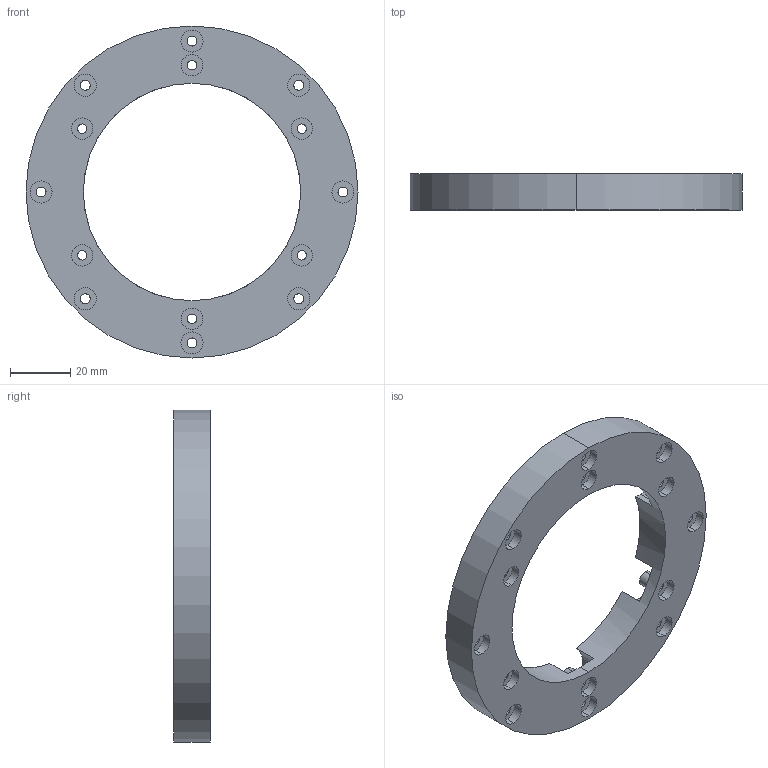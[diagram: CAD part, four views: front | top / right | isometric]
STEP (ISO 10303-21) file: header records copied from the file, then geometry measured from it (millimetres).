
FILE_DESCRIPTION (( 'STEP AP214' ), '1' );
FILE_NAME ('bearing housing.STEP', '2025-02-05T18:54:41', ( '' ), ( '' ), 'SwSTEP 2.0', 'SolidWorks 2023', '' );
FILE_SCHEMA (( 'AUTOMOTIVE_DESIGN' ));
Length unit declared in the file: millimetre
Products named in the file (1): bearing housing
Bounding box: 110 x 12 x 110 mm (x, y, z)
Volume: 52502.6 mm3; surface area: 21524.1 mm2
Topology: 1 solids, 1 shells, 134 faces, 324 edges, 216 vertices
Faces by surface type: cylinder 100, plane 34
Entity records: 4127 total; most frequent: DIRECTION 810, CARTESIAN_POINT 675, ORIENTED_EDGE 648, AXIS2_PLACEMENT_3D 351, EDGE_CURVE 324, VERTEX_POINT 216, CIRCLE 216, EDGE_LOOP 188
